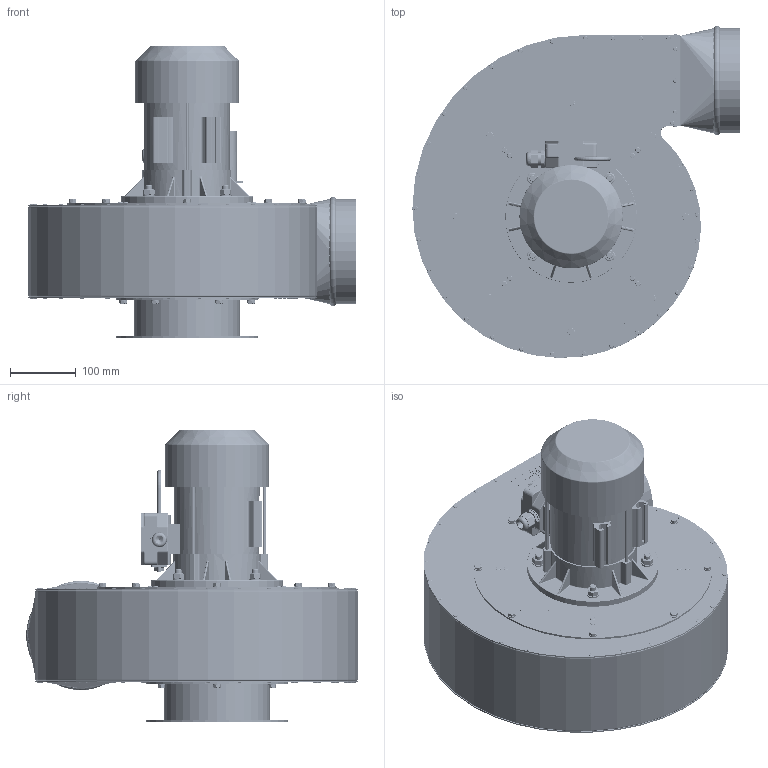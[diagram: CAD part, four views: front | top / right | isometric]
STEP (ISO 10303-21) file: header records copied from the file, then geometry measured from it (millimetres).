
FILE_DESCRIPTION(/* description */ (''),/* implementation_level */ '2;1');
FILE_NAME(/* name */ '804W03 WPA-6-E-N.stp',/* time_stamp */ '2022-05-09T08:55:54+02:00',/* author */ ('a.korpacki'),/* organization */ ('KLIMAWENT S.A., ul.Chwaszczyńska 194, 81-571, Gdynia'),/* preprocessor_version */ 'ST-DEVELOPER v18.1',/* originating_system */ 'Autodesk Inventor 2021',/* authorisation */ '');
FILE_SCHEMA (('AUTOMOTIVE_DESIGN { 1 0 10303 214 3 1 1 }'));
Products named in the file (1): ~~
Bounding box: 496.38 x 503.46 x 442.5 mm (x, y, z)
Volume: 4957834.9 mm3; surface area: 2371124.1 mm2
Topology: 171 solids, 171 shells, 6201 faces, 15385 edges, 9956 vertices
Faces by surface type: plane 2955, cylinder 1540, bspline 1216, cone 237, torus 234, sphere 19
Full cylindrical faces by diameter (mm): 3 x24, 3.2 x70, 3.3 x6, 3.4 x42, 3.5 x78, 4 x8, 4.3 x8, 4.8 x3, 4.917 x15, 6 x27, 6.2 x6, 6.3 x2, 6.5 x84, 7 x12, 7.917 x8, 8 x8, 8.376 x4, 8.88 x21, 9 x8, 10 x4, 11 x4, 12 x5, 12.5 x1, 14.63 x4, 19 x1, 20 x1, 27 x1, 34 x1, 36 x1, 40 x3
Entity records: 208318 total; most frequent: CARTESIAN_POINT 59294, ORIENTED_EDGE 30698, DIRECTION 26873, EDGE_CURVE 15349, VERTEX_POINT 9956, AXIS2_PLACEMENT_3D 9352, LINE 8169, VECTOR 8169
